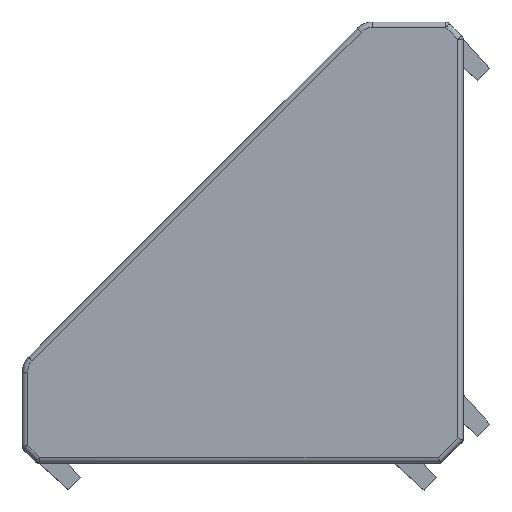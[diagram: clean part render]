
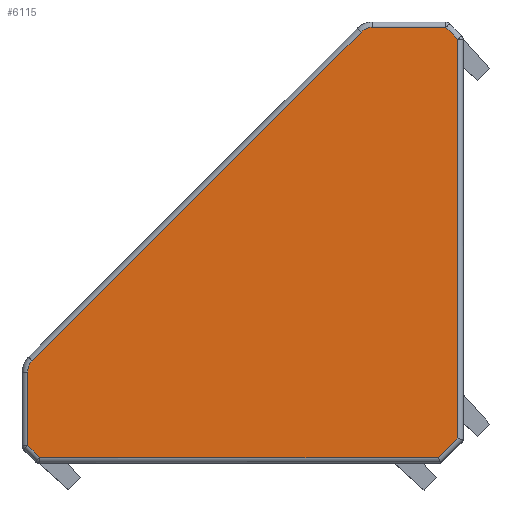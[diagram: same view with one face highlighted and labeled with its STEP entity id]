
A CAD part, top view. The second image highlights one B-rep face of the part: STEP entity #6115.
In plain terms, the highlighted planar face has unit normal (0, 0, 1).
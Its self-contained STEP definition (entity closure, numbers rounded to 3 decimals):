
#95 = LINE ( 'NONE', #6719, #2743 ) ;
#129 = DIRECTION ( 'NONE',  ( 0., 0., 1. ) ) ;
#142 = CARTESIAN_POINT ( 'NONE',  ( -8.5, 40.8, 21. ) ) ;
#187 = DIRECTION ( 'NONE',  ( 1., 0., 0. ) ) ;
#243 = VERTEX_POINT ( 'NONE', #380 ) ;
#311 = DIRECTION ( 'NONE',  ( 0.707, 0.707, 0. ) ) ;
#380 = CARTESIAN_POINT ( 'NONE',  ( -1.621, 40.8, 21. ) ) ;
#448 = AXIS2_PLACEMENT_3D ( 'NONE', #3007, #6765, #3544 ) ;
#554 = DIRECTION ( 'NONE',  ( -1., 0., 0. ) ) ;
#564 = ORIENTED_EDGE ( 'NONE', *, *, #2842, .T. ) ;
#717 = VECTOR ( 'NONE', #1941, 1000. ) ;
#751 = ORIENTED_EDGE ( 'NONE', *, *, #6868, .T. ) ;
#839 = CARTESIAN_POINT ( 'NONE',  ( -0.354, 2.475, 21. ) ) ;
#917 = VERTEX_POINT ( 'NONE', #2323 ) ;
#923 = AXIS2_PLACEMENT_3D ( 'NONE', #1715, #129, #3846 ) ;
#993 = LINE ( 'NONE', #5877, #3634 ) ;
#1119 = EDGE_CURVE ( 'NONE', #243, #6325, #993, .T. ) ;
#1185 = CARTESIAN_POINT ( 'NONE',  ( -9.561, 40.361, 21. ) ) ;
#1319 = EDGE_CURVE ( 'NONE', #917, #2632, #4213, .T. ) ;
#1352 = ORIENTED_EDGE ( 'NONE', *, *, #2959, .T. ) ;
#1358 = CARTESIAN_POINT ( 'NONE',  ( -0.5, 2.328, 21. ) ) ;
#1367 = CARTESIAN_POINT ( 'NONE',  ( -0.5, 39.679, 21. ) ) ;
#1399 = VERTEX_POINT ( 'NONE', #1358 ) ;
#1520 = DIRECTION ( 'NONE',  ( -0.707, -0.707, 0. ) ) ;
#1553 = EDGE_CURVE ( 'NONE', #5414, #3045, #2886, .T. ) ;
#1648 = VECTOR ( 'NONE', #1520, 1000. ) ;
#1715 = CARTESIAN_POINT ( 'NONE',  ( -39.3, 8.5, 21. ) ) ;
#1774 = EDGE_CURVE ( 'NONE', #2632, #1399, #3123, .T. ) ;
#1798 = CARTESIAN_POINT ( 'NONE',  ( -2.121, 0.5, 21. ) ) ;
#1941 = DIRECTION ( 'NONE',  ( -0.707, 0.707, 0. ) ) ;
#2127 = VERTEX_POINT ( 'NONE', #6784 ) ;
#2136 = VECTOR ( 'NONE', #2792, 1000. ) ;
#2323 = CARTESIAN_POINT ( 'NONE',  ( -39.679, 0.5, 21. ) ) ;
#2481 = ORIENTED_EDGE ( 'NONE', *, *, #1319, .T. ) ;
#2616 = CARTESIAN_POINT ( 'NONE',  ( -2.328, 0.5, 21. ) ) ;
#2632 = VERTEX_POINT ( 'NONE', #2616 ) ;
#2743 = VECTOR ( 'NONE', #3575, 1000. ) ;
#2780 = PLANE ( 'NONE',  #923 ) ;
#2792 = DIRECTION ( 'NONE',  ( 0., 1., 0. ) ) ;
#2842 = EDGE_CURVE ( 'NONE', #1399, #5761, #4712, .T. ) ;
#2863 = DIRECTION ( 'NONE',  ( 1., 0., 0. ) ) ;
#2886 = LINE ( 'NONE', #4699, #1648 ) ;
#2939 = CARTESIAN_POINT ( 'NONE',  ( -40.361, 9.561, 21. ) ) ;
#2956 = VECTOR ( 'NONE', #311, 1000. ) ;
#2959 = EDGE_CURVE ( 'NONE', #4991, #917, #4320, .T. ) ;
#3007 = CARTESIAN_POINT ( 'NONE',  ( -39.3, 8.5, 21. ) ) ;
#3045 = VERTEX_POINT ( 'NONE', #2939 ) ;
#3051 = ORIENTED_EDGE ( 'NONE', *, *, #1553, .T. ) ;
#3123 = LINE ( 'NONE', #839, #2956 ) ;
#3334 = ORIENTED_EDGE ( 'NONE', *, *, #6452, .T. ) ;
#3357 = DIRECTION ( 'NONE',  ( 0., 0., 1. ) ) ;
#3508 = LINE ( 'NONE', #5692, #717 ) ;
#3544 = DIRECTION ( 'NONE',  ( 1., 0., 0. ) ) ;
#3575 = DIRECTION ( 'NONE',  ( 0., -1., 0. ) ) ;
#3634 = VECTOR ( 'NONE', #554, 1000. ) ;
#3846 = DIRECTION ( 'NONE',  ( 1., 0., 0. ) ) ;
#4067 = ORIENTED_EDGE ( 'NONE', *, *, #1119, .T. ) ;
#4111 = CARTESIAN_POINT ( 'NONE',  ( -40.8, 1.621, 21. ) ) ;
#4139 = VECTOR ( 'NONE', #5019, 1000. ) ;
#4213 = LINE ( 'NONE', #1798, #6903 ) ;
#4320 = LINE ( 'NONE', #4466, #4139 ) ;
#4466 = CARTESIAN_POINT ( 'NONE',  ( -39.532, 0.354, 21. ) ) ;
#4587 = ORIENTED_EDGE ( 'NONE', *, *, #1774, .T. ) ;
#4615 = EDGE_CURVE ( 'NONE', #2127, #4991, #95, .T. ) ;
#4699 = CARTESIAN_POINT ( 'NONE',  ( -40.361, 9.561, 21. ) ) ;
#4712 = LINE ( 'NONE', #5469, #2136 ) ;
#4991 = VERTEX_POINT ( 'NONE', #4111 ) ;
#5019 = DIRECTION ( 'NONE',  ( 0.707, -0.707, 0. ) ) ;
#5020 = ORIENTED_EDGE ( 'NONE', *, *, #6450, .T. ) ;
#5060 = EDGE_LOOP ( 'NONE', ( #751, #3051, #5020, #5286, #1352, #2481, #4587, #564, #3334, #4067 ) ) ;
#5119 = CIRCLE ( 'NONE', #448, 1.5 ) ;
#5286 = ORIENTED_EDGE ( 'NONE', *, *, #4615, .T. ) ;
#5379 = FACE_OUTER_BOUND ( 'NONE', #5060, .T. ) ;
#5414 = VERTEX_POINT ( 'NONE', #1185 ) ;
#5469 = CARTESIAN_POINT ( 'NONE',  ( -0.5, 39.886, 21. ) ) ;
#5692 = CARTESIAN_POINT ( 'NONE',  ( -1.768, 40.946, 21. ) ) ;
#5755 = AXIS2_PLACEMENT_3D ( 'NONE', #6589, #3357, #187 ) ;
#5761 = VERTEX_POINT ( 'NONE', #1367 ) ;
#5877 = CARTESIAN_POINT ( 'NONE',  ( -8.5, 40.8, 21. ) ) ;
#6115 = ADVANCED_FACE ( 'NONE', ( #5379 ), #2780, .T. ) ;
#6325 = VERTEX_POINT ( 'NONE', #142 ) ;
#6450 = EDGE_CURVE ( 'NONE', #3045, #2127, #5119, .T. ) ;
#6452 = EDGE_CURVE ( 'NONE', #5761, #243, #3508, .T. ) ;
#6556 = CIRCLE ( 'NONE', #5755, 1.5 ) ;
#6589 = CARTESIAN_POINT ( 'NONE',  ( -8.5, 39.3, 21. ) ) ;
#6719 = CARTESIAN_POINT ( 'NONE',  ( -40.8, 1.414, 21. ) ) ;
#6765 = DIRECTION ( 'NONE',  ( 0., 0., 1. ) ) ;
#6784 = CARTESIAN_POINT ( 'NONE',  ( -40.8, 8.5, 21. ) ) ;
#6868 = EDGE_CURVE ( 'NONE', #6325, #5414, #6556, .T. ) ;
#6903 = VECTOR ( 'NONE', #2863, 1000. ) ;
